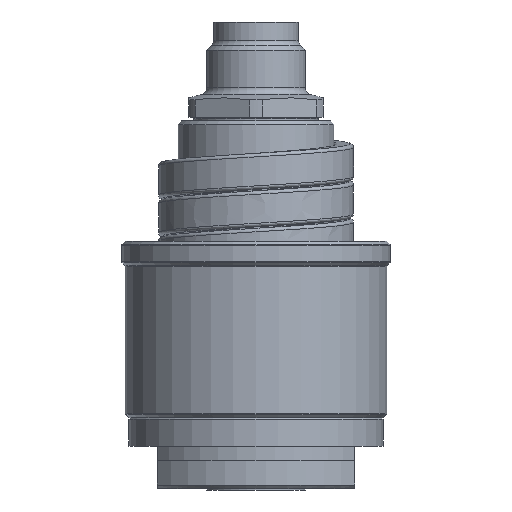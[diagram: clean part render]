
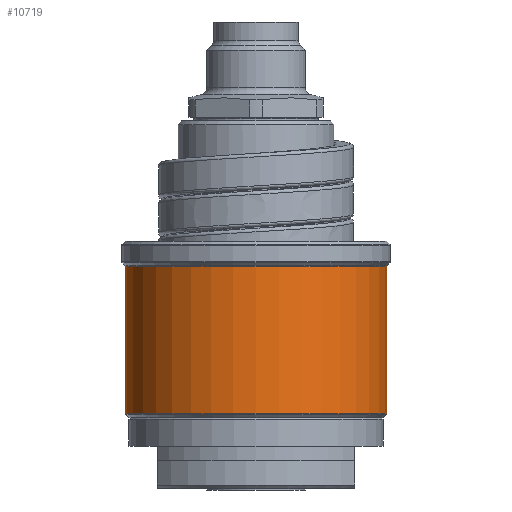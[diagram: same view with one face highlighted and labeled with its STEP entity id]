
A CAD part, front view. The second image highlights one B-rep face of the part: STEP entity #10719.
In plain terms, the highlighted cylindrical face has radius 18.5 mm (diameter 37 mm), a partial arc.
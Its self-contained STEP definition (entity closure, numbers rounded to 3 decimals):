
#3688=CARTESIAN_POINT('',(0.,0.,10.583));
#3689=DIRECTION('',(0.,0.,1.));
#3690=DIRECTION('',(-1.,0.,0.));
#3691=AXIS2_PLACEMENT_3D('',#3688,#3689,#3690);
#3693=DIRECTION('',(0.,0.,-1.));
#3694=VECTOR('',#3693,20.834);
#3695=CARTESIAN_POINT('',(-18.5,0.,31.417));
#3696=LINE('',#3695,#3694);
#3697=CARTESIAN_POINT('',(0.,0.,31.417));
#3698=DIRECTION('',(0.,0.,1.));
#3699=DIRECTION('',(-1.,0.,0.));
#3700=AXIS2_PLACEMENT_3D('',#3697,#3698,#3699);
#3702=DIRECTION('',(0.,0.,-1.));
#3703=VECTOR('',#3702,20.834);
#3704=CARTESIAN_POINT('',(18.5,0.,31.417));
#3705=LINE('',#3704,#3703);
#5555=CARTESIAN_POINT('',(18.5,0.,31.417));
#5556=CARTESIAN_POINT('',(-18.5,0.,31.417));
#5557=VERTEX_POINT('',#5555);
#5558=VERTEX_POINT('',#5556);
#5581=CARTESIAN_POINT('',(18.5,0.,10.583));
#5582=VERTEX_POINT('',#5581);
#5583=CARTESIAN_POINT('',(-18.5,0.,10.583));
#5584=VERTEX_POINT('',#5583);
#10707=CARTESIAN_POINT('',(0.,0.,8.75));
#10708=DIRECTION('',(0.,0.,1.));
#10709=DIRECTION('',(-1.,0.,0.));
#10710=AXIS2_PLACEMENT_3D('',#10707,#10708,#10709);
#10711=CYLINDRICAL_SURFACE('',#10710,18.5);
#10712=ORIENTED_EDGE('',*,*,#8356,.F.);
#10713=ORIENTED_EDGE('',*,*,#8337,.F.);
#10715=ORIENTED_EDGE('',*,*,#10714,.T.);
#10716=ORIENTED_EDGE('',*,*,#8333,.T.);
#10717=EDGE_LOOP('',(#10712,#10713,#10715,#10716));
#10718=FACE_OUTER_BOUND('',#10717,.F.);
#3692=CIRCLE('',#3691,18.5);
#3701=CIRCLE('',#3700,18.5);
#8333=EDGE_CURVE('',#5557,#5582,#3705,.T.);
#8337=EDGE_CURVE('',#5558,#5584,#3696,.T.);
#8356=EDGE_CURVE('',#5584,#5582,#3692,.T.);
#10714=EDGE_CURVE('',#5558,#5557,#3701,.T.);
#10719=ADVANCED_FACE('',(#10718),#10711,.T.);
